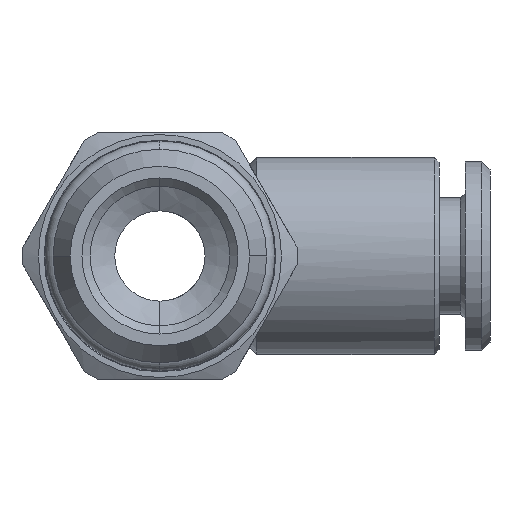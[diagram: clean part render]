
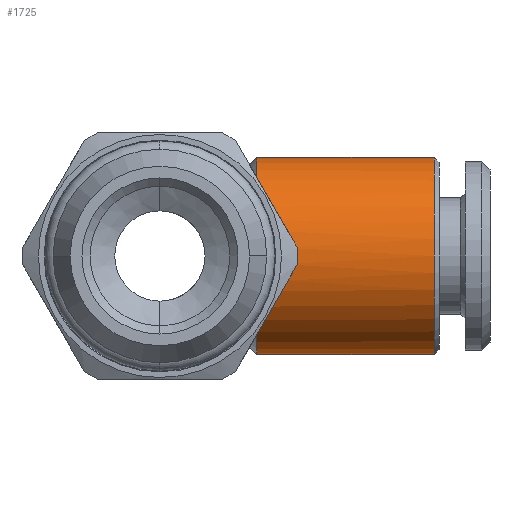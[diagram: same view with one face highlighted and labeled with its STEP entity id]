
A CAD part, front view. The second image highlights one B-rep face of the part: STEP entity #1725.
In plain terms, the highlighted cylindrical face has radius 6 mm (diameter 12 mm), a partial arc.
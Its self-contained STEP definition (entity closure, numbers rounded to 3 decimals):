
#758 = DIRECTION ( 'NONE',  ( -1., 0., 0. ) ) ;
#759 = VECTOR ( 'NONE', #758, 1000. ) ;
#760 = CARTESIAN_POINT ( 'NONE',  ( -3.45, 0., 6. ) ) ;
#761 = LINE ( 'NONE', #760, #759 ) ;
#781 = DIRECTION ( 'NONE',  ( 0., 0., 1. ) ) ;
#782 = DIRECTION ( 'NONE',  ( -1., 0., 0. ) ) ;
#783 = CARTESIAN_POINT ( 'NONE',  ( 5.9, 0., 0. ) ) ;
#784 = AXIS2_PLACEMENT_3D ( 'NONE', #783, #782, #781 ) ;
#785 = CIRCLE ( 'NONE', #784, 6. ) ;
#786 = CARTESIAN_POINT ( 'NONE',  ( 16.7, 0., 6. ) ) ;
#824 = CARTESIAN_POINT ( 'NONE',  ( 5.9, -5.884, -1.174 ) ) ;
#908 = CARTESIAN_POINT ( 'NONE',  ( 7.503, -5.984, -0.507 ) ) ;
#909 = CARTESIAN_POINT ( 'NONE',  ( 7.5, -6., -0.252 ) ) ;
#910 = CARTESIAN_POINT ( 'NONE',  ( 7.5, -6., 0.512 ) ) ;
#923 = CARTESIAN_POINT ( 'NONE',  ( 7.543, -5.809, -1.5 ) ) ;
#924 = CARTESIAN_POINT ( 'NONE',  ( 7.527, -5.873, -1.255 ) ) ;
#925 = CARTESIAN_POINT ( 'NONE',  ( 7.517, -5.92, -1.008 ) ) ;
#962 = B_SPLINE_CURVE_WITH_KNOTS ( 'NONE', 3,
 ( #995, #994, #910, #909, #908, #925, #924, #923 ),
 .UNSPECIFIED., .F., .F.,
 ( 4, 2, 2, 4 ),
 ( 0., 0.002, 0.003, 0.003 ),
 .UNSPECIFIED. ) ;
#994 = CARTESIAN_POINT ( 'NONE',  ( 7.511, -5.936, 1.011 ) ) ;
#995 = CARTESIAN_POINT ( 'NONE',  ( 7.543, -5.809, 1.5 ) ) ;
#1100 = CARTESIAN_POINT ( 'NONE',  ( 7.543, -5.809, 1.5 ) ) ;
#1102 = CARTESIAN_POINT ( 'NONE',  ( 7.543, -5.809, -1.5 ) ) ;
#1353 = CARTESIAN_POINT ( 'NONE',  ( 5.9, 0., -6. ) ) ;
#1479 = DIRECTION ( 'NONE',  ( -1., 0., 0. ) ) ;
#1489 = LINE ( 'NONE', #1498, #1492 ) ;
#1492 = VECTOR ( 'NONE', #1479, 1000. ) ;
#1495 = CARTESIAN_POINT ( 'NONE',  ( 16.7, 0., -6. ) ) ;
#1496 = CARTESIAN_POINT ( 'NONE',  ( 5.9, 0., 6. ) ) ;
#1498 = CARTESIAN_POINT ( 'NONE',  ( -3.45, 0., -6. ) ) ;
#1611 = VERTEX_POINT ( 'NONE', #2881 ) ;
#1633 = EDGE_CURVE ( 'NONE', #1611, #3787, #2928, .T. ) ;
#1683 = EDGE_LOOP ( 'NONE', ( #1706, #1693, #1716, #1752, #1721, #1729, #1708, #1722 ) ) ;
#1693 = ORIENTED_EDGE ( 'NONE', *, *, #1709, .T. ) ;
#1706 = ORIENTED_EDGE ( 'NONE', *, *, #3761, .F. ) ;
#1708 = ORIENTED_EDGE ( 'NONE', *, *, #1740, .T. ) ;
#1709 = EDGE_CURVE ( 'NONE', #3783, #2563, #3063, .T. ) ;
#1716 = ORIENTED_EDGE ( 'NONE', *, *, #2553, .T. ) ;
#1721 = ORIENTED_EDGE ( 'NONE', *, *, #1732, .F. ) ;
#1722 = ORIENTED_EDGE ( 'NONE', *, *, #2564, .F. ) ;
#1725 = ADVANCED_FACE ( 'NONE', ( #3085 ), #3065, .T. ) ;
#1729 = ORIENTED_EDGE ( 'NONE', *, *, #2629, .T. ) ;
#1732 = EDGE_CURVE ( 'NONE', #2670, #1611, #3023, .T. ) ;
#1740 = EDGE_CURVE ( 'NONE', #2672, #2584, #3098, .T. ) ;
#1752 = ORIENTED_EDGE ( 'NONE', *, *, #1633, .F. ) ;
#2553 = EDGE_CURVE ( 'NONE', #2563, #3787, #761, .T. ) ;
#2563 = VERTEX_POINT ( 'NONE', #786 ) ;
#2564 = EDGE_CURVE ( 'NONE', #3749, #2584, #785, .T. ) ;
#2584 = VERTEX_POINT ( 'NONE', #824 ) ;
#2629 = EDGE_CURVE ( 'NONE', #2670, #2672, #962, .T. ) ;
#2670 = VERTEX_POINT ( 'NONE', #1100 ) ;
#2672 = VERTEX_POINT ( 'NONE', #1102 ) ;
#2881 = CARTESIAN_POINT ( 'NONE',  ( 5.9, -5.884, 1.174 ) ) ;
#2927 = AXIS2_PLACEMENT_3D ( 'NONE', #2935, #2934, #2933 ) ;
#2928 = CIRCLE ( 'NONE', #2927, 6. ) ;
#2933 = DIRECTION ( 'NONE',  ( 0., 0., 1. ) ) ;
#2934 = DIRECTION ( 'NONE',  ( -1., 0., 0. ) ) ;
#2935 = CARTESIAN_POINT ( 'NONE',  ( 5.9, 0., 0. ) ) ;
#2963 = CARTESIAN_POINT ( 'NONE',  ( 5.9, -5.884, 1.174 ) ) ;
#3014 = DIRECTION ( 'NONE',  ( 0., 0., 1. ) ) ;
#3015 = DIRECTION ( 'NONE',  ( -1., 0., 0. ) ) ;
#3016 = AXIS2_PLACEMENT_3D ( 'NONE', #3064, #3015, #3014 ) ;
#3017 = AXIS2_PLACEMENT_3D ( 'NONE', #3044, #3032, #3078 ) ;
#3018 = CARTESIAN_POINT ( 'NONE',  ( 6.451, -5.862, 1.283 ) ) ;
#3019 = CARTESIAN_POINT ( 'NONE',  ( 6.999, -5.837, 1.392 ) ) ;
#3020 = CARTESIAN_POINT ( 'NONE',  ( 7.543, -5.809, 1.5 ) ) ;
#3023 =( BOUNDED_CURVE ( )  B_SPLINE_CURVE ( 3, ( #3020, #3019, #3018, #2963 ),
 .UNSPECIFIED., .F., .T. ) 
 B_SPLINE_CURVE_WITH_KNOTS ( ( 4, 4 ),
 ( 4.46, 4.516 ),
 .UNSPECIFIED. ) 
 CURVE ( )  GEOMETRIC_REPRESENTATION_ITEM ( )  RATIONAL_B_SPLINE_CURVE ( ( 1., 1., 1., 1. ) ) 
 REPRESENTATION_ITEM ( '' )  );
#3032 = DIRECTION ( 'NONE',  ( -1., 0., 0. ) ) ;
#3044 = CARTESIAN_POINT ( 'NONE',  ( 16.7, 0., 0. ) ) ;
#3063 = CIRCLE ( 'NONE', #3017, 6. ) ;
#3064 = CARTESIAN_POINT ( 'NONE',  ( -3.45, 0., 0. ) ) ;
#3065 = CYLINDRICAL_SURFACE ( 'NONE', #3016, 6. ) ;
#3078 = DIRECTION ( 'NONE',  ( 0., 0., 1. ) ) ;
#3085 = FACE_OUTER_BOUND ( 'NONE', #1683, .T. ) ;
#3094 = CARTESIAN_POINT ( 'NONE',  ( 7.543, -5.809, -1.5 ) ) ;
#3098 =( BOUNDED_CURVE ( )  B_SPLINE_CURVE ( 3, ( #3094, #3117, #3116, #3112 ),
 .UNSPECIFIED., .F., .T. ) 
 B_SPLINE_CURVE_WITH_KNOTS ( ( 4, 4 ),
 ( 4.46, 4.516 ),
 .UNSPECIFIED. ) 
 CURVE ( )  GEOMETRIC_REPRESENTATION_ITEM ( )  RATIONAL_B_SPLINE_CURVE ( ( 1., 1., 1., 1. ) ) 
 REPRESENTATION_ITEM ( '' )  );
#3112 = CARTESIAN_POINT ( 'NONE',  ( 5.9, -5.884, -1.174 ) ) ;
#3116 = CARTESIAN_POINT ( 'NONE',  ( 6.451, -5.862, -1.283 ) ) ;
#3117 = CARTESIAN_POINT ( 'NONE',  ( 6.999, -5.837, -1.392 ) ) ;
#3749 = VERTEX_POINT ( 'NONE', #1353 ) ;
#3761 = EDGE_CURVE ( 'NONE', #3783, #3749, #1489, .T. ) ;
#3783 = VERTEX_POINT ( 'NONE', #1495 ) ;
#3787 = VERTEX_POINT ( 'NONE', #1496 ) ;
